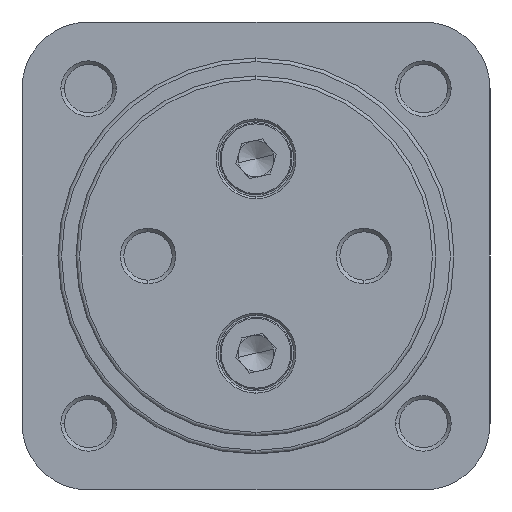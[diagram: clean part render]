
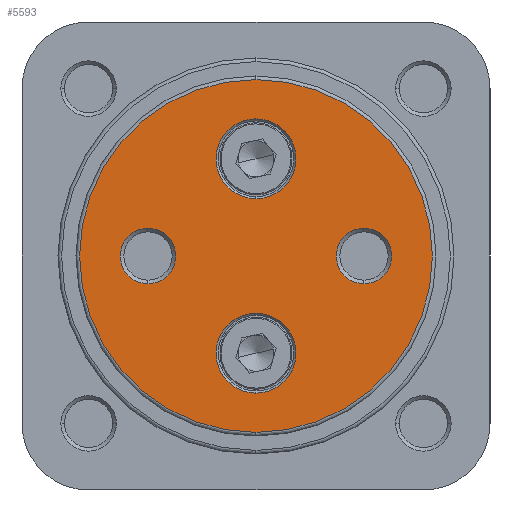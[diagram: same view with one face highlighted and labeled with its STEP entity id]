
A CAD part, left-side view. The second image highlights one B-rep face of the part: STEP entity #5593.
In plain terms, the highlighted planar face has unit normal (-1, 0, 0).
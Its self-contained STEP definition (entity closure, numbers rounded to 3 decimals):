
#554 = VERTEX_POINT ( 'NONE', #4326 ) ;
#555 = VERTEX_POINT ( 'NONE', #4328 ) ;
#558 = VERTEX_POINT ( 'NONE', #4331 ) ;
#559 = VERTEX_POINT ( 'NONE', #4339 ) ;
#587 = VERTEX_POINT ( 'NONE', #2069 ) ;
#588 = VERTEX_POINT ( 'NONE', #2070 ) ;
#592 = VERTEX_POINT ( 'NONE', #2074 ) ;
#593 = VERTEX_POINT ( 'NONE', #2075 ) ;
#616 = VERTEX_POINT ( 'NONE', #2098 ) ;
#617 = VERTEX_POINT ( 'NONE', #2099 ) ;
#802 = EDGE_LOOP ( 'NONE', ( #5242, #5241 ) ) ;
#811 = EDGE_LOOP ( 'NONE', ( #5234, #5233 ) ) ;
#829 = EDGE_LOOP ( 'NONE', ( #5236, #5235 ) ) ;
#833 = EDGE_LOOP ( 'NONE', ( #5238, #5237 ) ) ;
#846 = EDGE_LOOP ( 'NONE', ( #5240, #5239 ) ) ;
#1090 = EDGE_CURVE ( 'NONE', #617, #616, #3393, .T. ) ;
#1100 = EDGE_CURVE ( 'NONE', #592, #593, #3405, .T. ) ;
#1104 = EDGE_CURVE ( 'NONE', #587, #588, #3411, .T. ) ;
#1132 = EDGE_CURVE ( 'NONE', #558, #559, #3453, .T. ) ;
#1136 = EDGE_CURVE ( 'NONE', #554, #555, #3459, .T. ) ;
#1178 = EDGE_CURVE ( 'NONE', #555, #554, #3523, .T. ) ;
#1184 = EDGE_CURVE ( 'NONE', #559, #558, #3529, .T. ) ;
#1185 = EDGE_CURVE ( 'NONE', #593, #592, #3530, .T. ) ;
#1189 = EDGE_CURVE ( 'NONE', #616, #617, #3534, .T. ) ;
#1190 = EDGE_CURVE ( 'NONE', #588, #587, #3535, .T. ) ;
#1553 = AXIS2_PLACEMENT_3D ( 'NONE', #2669, #2670, #2671 ) ;
#1563 = AXIS2_PLACEMENT_3D ( 'NONE', #2699, #2700, #2701 ) ;
#1564 = AXIS2_PLACEMENT_3D ( 'NONE', #2709, #2710, #2711 ) ;
#1580 = AXIS2_PLACEMENT_3D ( 'NONE', #2779, #2780, #2781 ) ;
#1581 = AXIS2_PLACEMENT_3D ( 'NONE', #2789, #2790, #2791 ) ;
#1598 = AXIS2_PLACEMENT_3D ( 'NONE', #2884, #2891, #2892 ) ;
#1604 = AXIS2_PLACEMENT_3D ( 'NONE', #2902, #2909, #2910 ) ;
#1605 = AXIS2_PLACEMENT_3D ( 'NONE', #2905, #2912, #2913 ) ;
#1609 = AXIS2_PLACEMENT_3D ( 'NONE', #2917, #2924, #2925 ) ;
#1610 = AXIS2_PLACEMENT_3D ( 'NONE', #2920, #2927, #2928 ) ;
#1695 = AXIS2_PLACEMENT_3D ( 'NONE', #6228, #6235, #6236 ) ;
#2069 = CARTESIAN_POINT ( 'NONE',  ( 0., 0., -7.95 ) ) ;
#2070 = CARTESIAN_POINT ( 'NONE',  ( 0., 0., -19.05 ) ) ;
#2074 = CARTESIAN_POINT ( 'NONE',  ( 0., 0., 19.05 ) ) ;
#2075 = CARTESIAN_POINT ( 'NONE',  ( 0., 0., 7.95 ) ) ;
#2098 = CARTESIAN_POINT ( 'NONE',  ( 0., 0., -24.5 ) ) ;
#2099 = CARTESIAN_POINT ( 'NONE',  ( 0., 0., 24.5 ) ) ;
#2669 = CARTESIAN_POINT ( 'NONE',  ( 0., 0., 0. ) ) ;
#2670 = DIRECTION ( 'NONE',  ( -1., 0., 0. ) ) ;
#2671 = DIRECTION ( 'NONE',  ( 0., 0., -1. ) ) ;
#2699 = CARTESIAN_POINT ( 'NONE',  ( 0., 0., 13.5 ) ) ;
#2700 = DIRECTION ( 'NONE',  ( 1., 0., 0. ) ) ;
#2701 = DIRECTION ( 'NONE',  ( 0., 0., -1. ) ) ;
#2709 = CARTESIAN_POINT ( 'NONE',  ( 0., 0., -13.5 ) ) ;
#2710 = DIRECTION ( 'NONE',  ( 1., 0., 0. ) ) ;
#2711 = DIRECTION ( 'NONE',  ( 0., 0., -1. ) ) ;
#2779 = CARTESIAN_POINT ( 'NONE',  ( 0., 15., 0. ) ) ;
#2780 = DIRECTION ( 'NONE',  ( 1., 0., 0. ) ) ;
#2781 = DIRECTION ( 'NONE',  ( 0., 0., -1. ) ) ;
#2789 = CARTESIAN_POINT ( 'NONE',  ( 0., -15., 0. ) ) ;
#2790 = DIRECTION ( 'NONE',  ( 1., 0., 0. ) ) ;
#2791 = DIRECTION ( 'NONE',  ( 0., 0., -1. ) ) ;
#2884 = CARTESIAN_POINT ( 'NONE',  ( 0., -15., 0. ) ) ;
#2891 = DIRECTION ( 'NONE',  ( 1., 0., 0. ) ) ;
#2892 = DIRECTION ( 'NONE',  ( 0., 0., -1. ) ) ;
#2902 = CARTESIAN_POINT ( 'NONE',  ( 0., 15., 0. ) ) ;
#2905 = CARTESIAN_POINT ( 'NONE',  ( 0., 0., 13.5 ) ) ;
#2909 = DIRECTION ( 'NONE',  ( 1., 0., 0. ) ) ;
#2910 = DIRECTION ( 'NONE',  ( 0., 0., -1. ) ) ;
#2912 = DIRECTION ( 'NONE',  ( 1., 0., 0. ) ) ;
#2913 = DIRECTION ( 'NONE',  ( 0., 0., -1. ) ) ;
#2917 = CARTESIAN_POINT ( 'NONE',  ( 0., 0., 0. ) ) ;
#2920 = CARTESIAN_POINT ( 'NONE',  ( 0., 0., -13.5 ) ) ;
#2924 = DIRECTION ( 'NONE',  ( -1., 0., 0. ) ) ;
#2925 = DIRECTION ( 'NONE',  ( 0., 0., -1. ) ) ;
#2927 = DIRECTION ( 'NONE',  ( 1., 0., 0. ) ) ;
#2928 = DIRECTION ( 'NONE',  ( 0., 0., -1. ) ) ;
#3393 = CIRCLE ( 'NONE', #1553, 24.5 ) ;
#3405 = CIRCLE ( 'NONE', #1563, 5.55 ) ;
#3411 = CIRCLE ( 'NONE', #1564, 5.55 ) ;
#3453 = CIRCLE ( 'NONE', #1580, 3.85 ) ;
#3459 = CIRCLE ( 'NONE', #1581, 3.85 ) ;
#3523 = CIRCLE ( 'NONE', #1598, 3.85 ) ;
#3529 = CIRCLE ( 'NONE', #1604, 3.85 ) ;
#3530 = CIRCLE ( 'NONE', #1605, 5.55 ) ;
#3534 = CIRCLE ( 'NONE', #1609, 24.5 ) ;
#3535 = CIRCLE ( 'NONE', #1610, 5.55 ) ;
#4038 = FACE_OUTER_BOUND ( 'NONE', #802, .T. ) ;
#4039 = FACE_BOUND ( 'NONE', #811, .T. ) ;
#4041 = FACE_BOUND ( 'NONE', #846, .T. ) ;
#4043 = FACE_BOUND ( 'NONE', #833, .T. ) ;
#4045 = FACE_BOUND ( 'NONE', #829, .T. ) ;
#4326 = CARTESIAN_POINT ( 'NONE',  ( 0., -15., 3.85 ) ) ;
#4328 = CARTESIAN_POINT ( 'NONE',  ( 0., -15., -3.85 ) ) ;
#4331 = CARTESIAN_POINT ( 'NONE',  ( 0., 15., 3.85 ) ) ;
#4339 = CARTESIAN_POINT ( 'NONE',  ( 0., 15., -3.85 ) ) ;
#5233 = ORIENTED_EDGE ( 'NONE', *, *, #1184, .T. ) ;
#5234 = ORIENTED_EDGE ( 'NONE', *, *, #1132, .T. ) ;
#5235 = ORIENTED_EDGE ( 'NONE', *, *, #1178, .T. ) ;
#5236 = ORIENTED_EDGE ( 'NONE', *, *, #1136, .T. ) ;
#5237 = ORIENTED_EDGE ( 'NONE', *, *, #1185, .T. ) ;
#5238 = ORIENTED_EDGE ( 'NONE', *, *, #1100, .T. ) ;
#5239 = ORIENTED_EDGE ( 'NONE', *, *, #1190, .T. ) ;
#5240 = ORIENTED_EDGE ( 'NONE', *, *, #1104, .T. ) ;
#5241 = ORIENTED_EDGE ( 'NONE', *, *, #1090, .T. ) ;
#5242 = ORIENTED_EDGE ( 'NONE', *, *, #1189, .T. ) ;
#5593 = ADVANCED_FACE ( 'NONE', ( #4038, #4041, #4043, #4045, #4039 ), #6232, .F. ) ;
#6228 = CARTESIAN_POINT ( 'NONE',  ( 0., 0., 0. ) ) ;
#6232 = PLANE ( 'NONE',  #1695 ) ;
#6235 = DIRECTION ( 'NONE',  ( 1., 0., 0. ) ) ;
#6236 = DIRECTION ( 'NONE',  ( 0., 0., -1. ) ) ;
